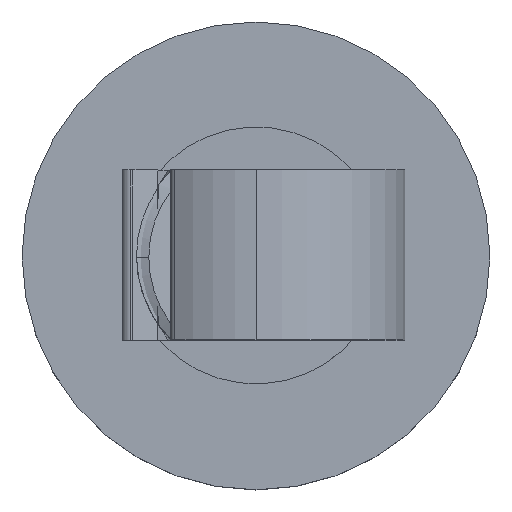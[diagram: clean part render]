
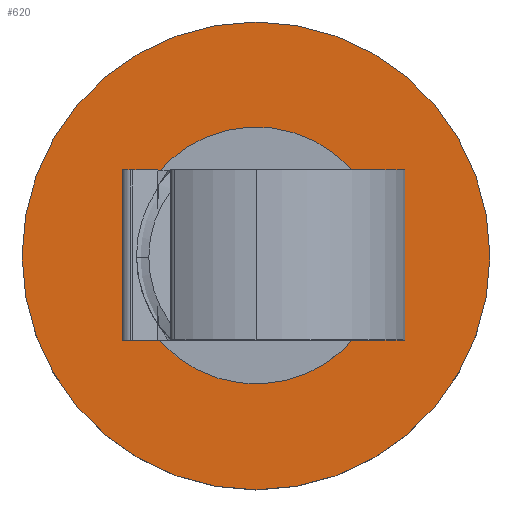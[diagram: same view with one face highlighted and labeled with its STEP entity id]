
A CAD part, top view. The second image highlights one B-rep face of the part: STEP entity #620.
In plain terms, the highlighted planar face has unit normal (0, 0, 1).
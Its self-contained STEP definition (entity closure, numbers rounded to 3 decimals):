
#19 = CARTESIAN_POINT ( 'NONE',  ( 27.5, 0., 9.5 ) ) ;
#96 = AXIS2_PLACEMENT_3D ( 'NONE', #471, #467, #465 ) ;
#148 = CARTESIAN_POINT ( 'NONE',  ( -27.5, 0., 9.5 ) ) ;
#160 = AXIS2_PLACEMENT_3D ( 'NONE', #1074, #1073, #1072 ) ;
#271 = FACE_OUTER_BOUND ( 'NONE', #1608, .T. ) ;
#465 = DIRECTION ( 'NONE',  ( 1., 0., 0. ) ) ;
#467 = DIRECTION ( 'NONE',  ( 0., 0., 1. ) ) ;
#471 = CARTESIAN_POINT ( 'NONE',  ( 0., 0., 9.5 ) ) ;
#620 = ADVANCED_FACE ( 'NONE', ( #271 ), #1090, .T. ) ;
#640 = ORIENTED_EDGE ( 'NONE', *, *, #1294, .T. ) ;
#1009 = DIRECTION ( 'NONE',  ( 1., 0., 0. ) ) ;
#1012 = DIRECTION ( 'NONE',  ( 0., 0., 1. ) ) ;
#1018 = CARTESIAN_POINT ( 'NONE',  ( 0., 0., 9.5 ) ) ;
#1067 = ORIENTED_EDGE ( 'NONE', *, *, #1875, .T. ) ;
#1072 = DIRECTION ( 'NONE',  ( 1., 0., 0. ) ) ;
#1073 = DIRECTION ( 'NONE',  ( 0., 0., 1. ) ) ;
#1074 = CARTESIAN_POINT ( 'NONE',  ( 0., 0., 9.5 ) ) ;
#1090 = PLANE ( 'NONE',  #160 ) ;
#1294 = EDGE_CURVE ( 'NONE', #1483, #1564, #1755, .T. ) ;
#1483 = VERTEX_POINT ( 'NONE', #148 ) ;
#1511 = CIRCLE ( 'NONE', #1878, 27.5 ) ;
#1564 = VERTEX_POINT ( 'NONE', #19 ) ;
#1608 = EDGE_LOOP ( 'NONE', ( #640, #1067 ) ) ;
#1755 = CIRCLE ( 'NONE', #96, 27.5 ) ;
#1875 = EDGE_CURVE ( 'NONE', #1564, #1483, #1511, .T. ) ;
#1878 = AXIS2_PLACEMENT_3D ( 'NONE', #1018, #1012, #1009 ) ;
